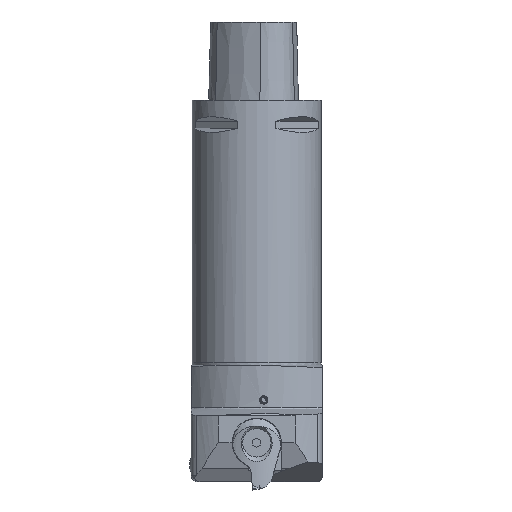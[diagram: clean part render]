
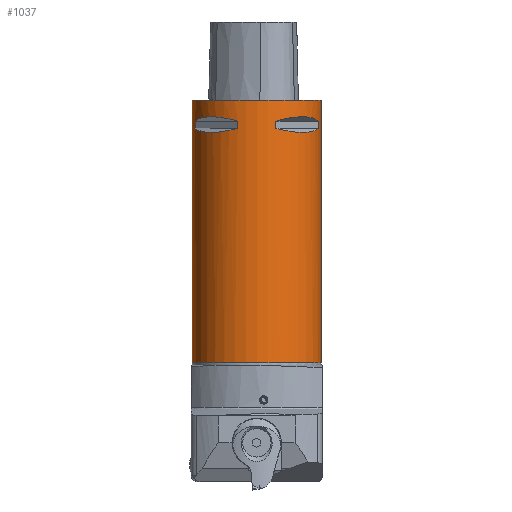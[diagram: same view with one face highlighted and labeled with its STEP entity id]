
A CAD part, left-side view. The second image highlights one B-rep face of the part: STEP entity #1037.
In plain terms, the highlighted cylindrical face has radius 31.5 mm (diameter 63 mm), a full revolution.
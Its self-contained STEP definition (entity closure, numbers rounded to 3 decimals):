
#310=FACE_BOUND('',#2156,.T.);
#311=FACE_BOUND('',#2157,.T.);
#312=FACE_BOUND('',#2158,.T.);
#313=FACE_BOUND('',#2159,.T.);
#314=FACE_BOUND('',#2160,.T.);
#315=FACE_BOUND('',#2161,.T.);
#464=CIRCLE('',#8165,31.5);
#472=CIRCLE('',#8181,31.5);
#572=CYLINDRICAL_SURFACE('',#8182,31.5);
#903=ELLIPSE('',#8134,36.373,31.5);
#904=ELLIPSE('',#8137,36.373,31.5);
#905=ELLIPSE('',#8139,36.373,31.5);
#906=ELLIPSE('',#8142,36.373,31.5);
#907=ELLIPSE('',#8144,36.373,31.5);
#908=ELLIPSE('',#8147,36.373,31.5);
#909=ELLIPSE('',#8149,36.373,31.5);
#910=ELLIPSE('',#8152,36.373,31.5);
#1037=ADVANCED_FACE('',(#310,#311,#312,#313,#314,#315),#572,.T.);
#2156=EDGE_LOOP('',(#3211,#3212,#3213,#3214));
#2157=EDGE_LOOP('',(#3215,#3216,#3217,#3218));
#2158=EDGE_LOOP('',(#3219));
#2159=EDGE_LOOP('',(#3220));
#2160=EDGE_LOOP('',(#3221,#3222,#3223,#3224));
#2161=EDGE_LOOP('',(#3225,#3226,#3227,#3228));
#3211=ORIENTED_EDGE('',*,*,#5922,.T.);
#3212=ORIENTED_EDGE('',*,*,#5923,.T.);
#3213=ORIENTED_EDGE('',*,*,#5920,.T.);
#3214=ORIENTED_EDGE('',*,*,#5919,.T.);
#3215=ORIENTED_EDGE('',*,*,#5934,.T.);
#3216=ORIENTED_EDGE('',*,*,#5935,.T.);
#3217=ORIENTED_EDGE('',*,*,#5932,.T.);
#3218=ORIENTED_EDGE('',*,*,#5931,.T.);
#3219=ORIENTED_EDGE('',*,*,#5961,.F.);
#3220=ORIENTED_EDGE('',*,*,#5947,.T.);
#3221=ORIENTED_EDGE('',*,*,#5928,.T.);
#3222=ORIENTED_EDGE('',*,*,#5929,.T.);
#3223=ORIENTED_EDGE('',*,*,#5926,.T.);
#3224=ORIENTED_EDGE('',*,*,#5925,.T.);
#3225=ORIENTED_EDGE('',*,*,#5916,.T.);
#3226=ORIENTED_EDGE('',*,*,#5917,.T.);
#3227=ORIENTED_EDGE('',*,*,#5914,.T.);
#3228=ORIENTED_EDGE('',*,*,#5913,.T.);
#5080=VERTEX_POINT('',#11749);
#5081=VERTEX_POINT('',#11750);
#5082=VERTEX_POINT('',#11754);
#5083=VERTEX_POINT('',#11756);
#5084=VERTEX_POINT('',#11762);
#5085=VERTEX_POINT('',#11763);
#5086=VERTEX_POINT('',#11767);
#5087=VERTEX_POINT('',#11769);
#5088=VERTEX_POINT('',#11775);
#5089=VERTEX_POINT('',#11776);
#5090=VERTEX_POINT('',#11780);
#5091=VERTEX_POINT('',#11782);
#5092=VERTEX_POINT('',#11788);
#5093=VERTEX_POINT('',#11789);
#5094=VERTEX_POINT('',#11793);
#5095=VERTEX_POINT('',#11795);
#5106=VERTEX_POINT('',#11830);
#5113=VERTEX_POINT('',#11859);
#5913=EDGE_CURVE('',#5080,#5081,#903,.T.);
#5914=EDGE_CURVE('',#5082,#5080,#6872,.T.);
#5916=EDGE_CURVE('',#5081,#5083,#6874,.T.);
#5917=EDGE_CURVE('',#5083,#5082,#904,.T.);
#5919=EDGE_CURVE('',#5084,#5085,#905,.T.);
#5920=EDGE_CURVE('',#5086,#5084,#6876,.T.);
#5922=EDGE_CURVE('',#5085,#5087,#6878,.T.);
#5923=EDGE_CURVE('',#5087,#5086,#906,.T.);
#5925=EDGE_CURVE('',#5088,#5089,#907,.T.);
#5926=EDGE_CURVE('',#5090,#5088,#6880,.T.);
#5928=EDGE_CURVE('',#5089,#5091,#6882,.T.);
#5929=EDGE_CURVE('',#5091,#5090,#908,.T.);
#5931=EDGE_CURVE('',#5092,#5093,#909,.T.);
#5932=EDGE_CURVE('',#5094,#5092,#6884,.T.);
#5934=EDGE_CURVE('',#5093,#5095,#6886,.T.);
#5935=EDGE_CURVE('',#5095,#5094,#910,.T.);
#5947=EDGE_CURVE('',#5106,#5106,#464,.T.);
#5961=EDGE_CURVE('',#5113,#5113,#472,.T.);
#6872=LINE('',#11753,#7468);
#6874=LINE('',#11757,#7470);
#6876=LINE('',#11766,#7472);
#6878=LINE('',#11770,#7474);
#6880=LINE('',#11779,#7476);
#6882=LINE('',#11783,#7478);
#6884=LINE('',#11792,#7480);
#6886=LINE('',#11796,#7482);
#7468=VECTOR('',#9324,1.);
#7470=VECTOR('',#9326,1.);
#7472=VECTOR('',#9338,1.);
#7474=VECTOR('',#9340,1.);
#7476=VECTOR('',#9352,1.);
#7478=VECTOR('',#9354,1.);
#7480=VECTOR('',#9366,1.);
#7482=VECTOR('',#9368,1.);
#8134=AXIS2_PLACEMENT_3D('',#11751,#9320,#9321);
#8137=AXIS2_PLACEMENT_3D('',#11759,#9329,#9330);
#8139=AXIS2_PLACEMENT_3D('',#11764,#9334,#9335);
#8142=AXIS2_PLACEMENT_3D('',#11772,#9343,#9344);
#8144=AXIS2_PLACEMENT_3D('',#11777,#9348,#9349);
#8147=AXIS2_PLACEMENT_3D('',#11785,#9357,#9358);
#8149=AXIS2_PLACEMENT_3D('',#11790,#9362,#9363);
#8152=AXIS2_PLACEMENT_3D('',#11798,#9371,#9372);
#8165=AXIS2_PLACEMENT_3D('',#11829,#9397,#9398);
#8181=AXIS2_PLACEMENT_3D('',#11858,#9435,#9436);
#8182=AXIS2_PLACEMENT_3D('',#11860,#9437,#9438);
#9320=DIRECTION('',(-0.354,0.354,-0.866));
#9321=DIRECTION('',(0.612,-0.612,-0.5));
#9324=DIRECTION('',(0.,0.,-1.));
#9326=DIRECTION('',(0.,0.,1.));
#9329=DIRECTION('',(-0.354,0.354,0.866));
#9330=DIRECTION('',(-0.612,0.612,-0.5));
#9334=DIRECTION('',(-0.354,-0.354,-0.866));
#9335=DIRECTION('',(0.612,0.612,-0.5));
#9338=DIRECTION('',(0.,0.,-1.));
#9340=DIRECTION('',(0.,0.,1.));
#9343=DIRECTION('',(-0.354,-0.354,0.866));
#9344=DIRECTION('',(-0.612,-0.612,-0.5));
#9348=DIRECTION('',(0.354,-0.354,-0.866));
#9349=DIRECTION('',(-0.612,0.612,-0.5));
#9352=DIRECTION('',(0.,0.,-1.));
#9354=DIRECTION('',(0.,0.,1.));
#9357=DIRECTION('',(0.354,-0.354,0.866));
#9358=DIRECTION('',(0.612,-0.612,-0.5));
#9362=DIRECTION('',(0.354,0.354,-0.866));
#9363=DIRECTION('',(-0.612,-0.612,-0.5));
#9366=DIRECTION('',(0.,0.,-1.));
#9368=DIRECTION('',(0.,0.,1.));
#9371=DIRECTION('',(0.354,0.354,0.866));
#9372=DIRECTION('',(0.612,0.612,-0.5));
#9397=DIRECTION('',(0.,0.,-1.));
#9398=DIRECTION('',(-1.,0.,0.));
#9435=DIRECTION('',(0.,0.,-1.));
#9436=DIRECTION('',(-1.,0.,0.));
#9437=DIRECTION('',(0.,0.,-1.));
#9438=DIRECTION('',(-1.,0.,0.));
#11749=CARTESIAN_POINT('',(30.081,-9.349,-13.75));
#11750=CARTESIAN_POINT('',(9.349,-30.081,-13.75));
#11751=CARTESIAN_POINT('',(0.,0.,2.347));
#11753=CARTESIAN_POINT('',(30.081,-9.349,0.));
#11754=CARTESIAN_POINT('',(30.081,-9.349,-10.25));
#11756=CARTESIAN_POINT('',(9.349,-30.081,-10.25));
#11757=CARTESIAN_POINT('',(9.349,-30.081,0.));
#11759=CARTESIAN_POINT('',(0.,0.,-26.347));
#11762=CARTESIAN_POINT('',(9.349,30.081,-13.75));
#11763=CARTESIAN_POINT('',(30.081,9.349,-13.75));
#11764=CARTESIAN_POINT('',(0.,0.,2.347));
#11766=CARTESIAN_POINT('',(9.349,30.081,0.));
#11767=CARTESIAN_POINT('',(9.349,30.081,-10.25));
#11769=CARTESIAN_POINT('',(30.081,9.349,-10.25));
#11770=CARTESIAN_POINT('',(30.081,9.349,0.));
#11772=CARTESIAN_POINT('',(0.,0.,-26.347));
#11775=CARTESIAN_POINT('',(-30.081,9.349,-13.75));
#11776=CARTESIAN_POINT('',(-9.349,30.081,-13.75));
#11777=CARTESIAN_POINT('',(0.,0.,2.347));
#11779=CARTESIAN_POINT('',(-30.081,9.349,0.));
#11780=CARTESIAN_POINT('',(-30.081,9.349,-10.25));
#11782=CARTESIAN_POINT('',(-9.349,30.081,-10.25));
#11783=CARTESIAN_POINT('',(-9.349,30.081,0.));
#11785=CARTESIAN_POINT('',(0.,0.,-26.347));
#11788=CARTESIAN_POINT('',(-9.349,-30.081,-13.75));
#11789=CARTESIAN_POINT('',(-30.081,-9.349,-13.75));
#11790=CARTESIAN_POINT('',(0.,0.,2.347));
#11792=CARTESIAN_POINT('',(-9.349,-30.081,0.));
#11793=CARTESIAN_POINT('',(-9.349,-30.081,-10.25));
#11795=CARTESIAN_POINT('',(-30.081,-9.349,-10.25));
#11796=CARTESIAN_POINT('',(-30.081,-9.349,0.));
#11798=CARTESIAN_POINT('',(0.,0.,-26.347));
#11829=CARTESIAN_POINT('',(0.,0.,0.));
#11830=CARTESIAN_POINT('',(-31.5,0.,0.));
#11858=CARTESIAN_POINT('',(0.,0.,-128.));
#11859=CARTESIAN_POINT('',(-31.5,0.,-128.));
#11860=CARTESIAN_POINT('',(0.,0.,0.));
